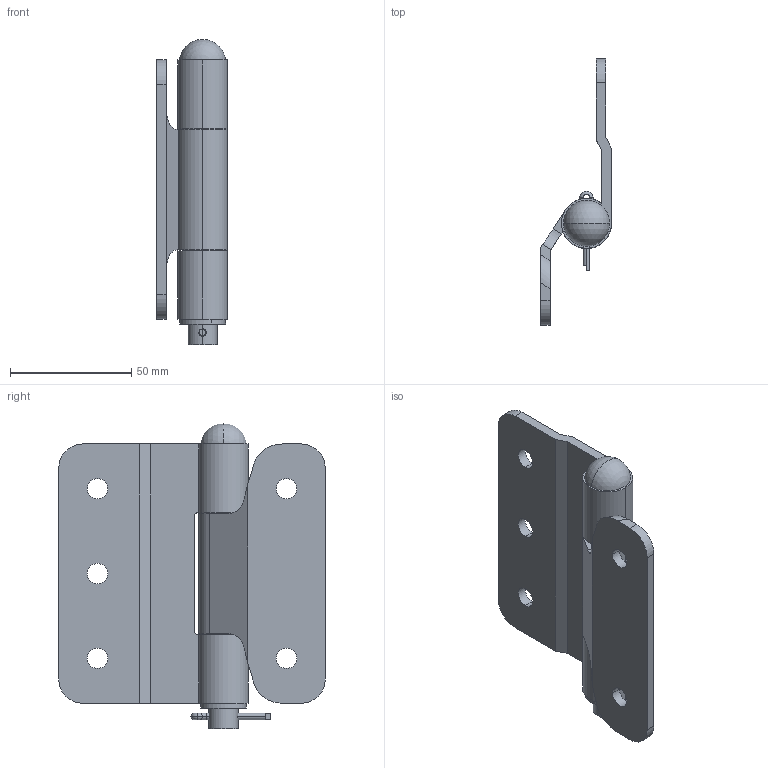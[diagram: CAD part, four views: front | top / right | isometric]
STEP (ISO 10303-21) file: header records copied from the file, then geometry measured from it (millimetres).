
FILE_DESCRIPTION (( 'STEP AP203' ), '1' );
FILE_NAME ('Žº‰ª•ÏŠ·.STEP', '2012-05-18T02:30:29', ( '' ), ( '' ), 'SwSTEP 2.0', 'SolidWorks 2011', '' );
FILE_SCHEMA (( 'CONFIG_CONTROL_DESIGN' ));
Length unit declared in the file: millimetre
Products named in the file (6): 室岡変換; B-1877-3シャフト_; B-1877-3妱傝僺儞丂屇傃3__僗僩儗乕僩L=30; B-1877-3儚僢僔儍乕_; B-1877-3ヒンジA_; B-1877-3ヒンジB_
Assembly tree (5 placements, depth 2):
  室岡変換
    B-1877-3妱傝僺儞丂屇傃3__僗僩儗乕僩L=30
    B-1877-3シャフト_
    B-1877-3儚僢僔儍乕_
    B-1877-3ヒンジA_
    B-1877-3ヒンジB_
Bounding box: 29.3 x 110 x 126 mm (x, y, z)
Volume: 77172.8 mm3; surface area: 40440.5 mm2
Topology: 5 solids, 5 shells, 104 faces, 270 edges, 175 vertices
Faces by surface type: cylinder 57, plane 35, torus 10, sphere 2
Entity records: 3986 total; most frequent: CARTESIAN_POINT 677, DIRECTION 610, ORIENTED_EDGE 540, EDGE_CURVE 270, AXIS2_PLACEMENT_3D 240, VERTEX_POINT 175, VECTOR 130, LINE 130
